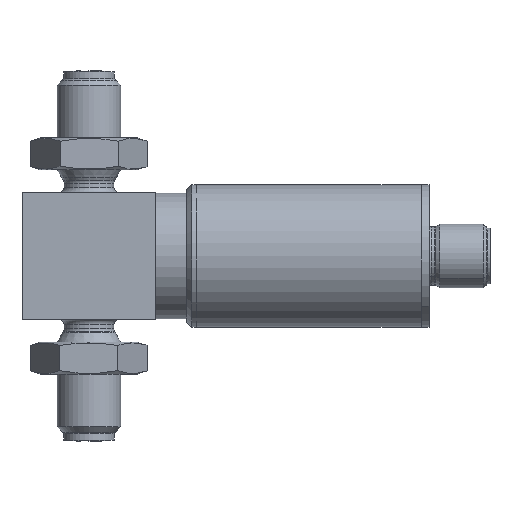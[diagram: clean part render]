
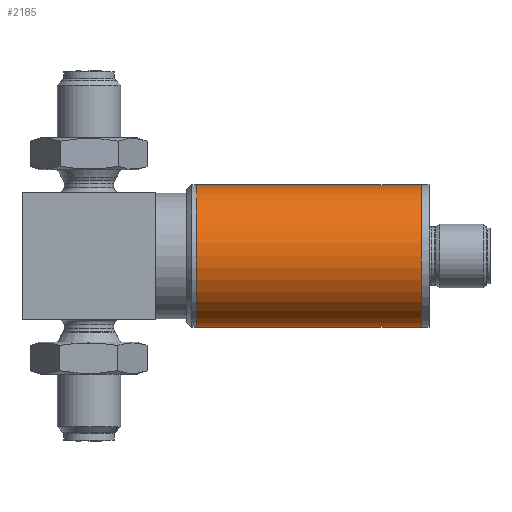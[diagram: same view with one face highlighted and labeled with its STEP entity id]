
A CAD part, top view. The second image highlights one B-rep face of the part: STEP entity #2185.
In plain terms, the highlighted cylindrical face has radius 13.5 mm (diameter 27 mm), a partial arc.
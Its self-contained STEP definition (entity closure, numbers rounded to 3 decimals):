
#2091=CARTESIAN_POINT('',(0.,0.,0.));
#2092=DIRECTION('',(0.,-1.,0.));
#2093=DIRECTION('',(1.,0.,0.));
#2094=AXIS2_PLACEMENT_3D('',#2091,#2092,#2093);
#2096=DIRECTION('',(0.,1.,0.));
#2097=VECTOR('',#2096,42.5);
#2098=CARTESIAN_POINT('',(13.5,0.,0.));
#2099=LINE('',#2098,#2097);
#2100=DIRECTION('',(0.,1.,0.));
#2101=VECTOR('',#2100,42.5);
#2102=CARTESIAN_POINT('',(-13.5,0.,0.));
#2103=LINE('',#2102,#2101);
#2114=CARTESIAN_POINT('',(0.,42.5,0.));
#2115=DIRECTION('',(0.,-1.,0.));
#2116=DIRECTION('',(1.,0.,0.));
#2117=AXIS2_PLACEMENT_3D('',#2114,#2115,#2116);
#2137=CARTESIAN_POINT('',(13.5,0.,0.));
#2138=CARTESIAN_POINT('',(13.5,42.5,0.));
#2139=VERTEX_POINT('',#2137);
#2140=VERTEX_POINT('',#2138);
#2145=CARTESIAN_POINT('',(-13.5,0.,0.));
#2146=CARTESIAN_POINT('',(-13.5,42.5,0.));
#2147=VERTEX_POINT('',#2145);
#2148=VERTEX_POINT('',#2146);
#2171=CARTESIAN_POINT('',(0.,44.625,0.));
#2172=DIRECTION('',(0.,-1.,0.));
#2173=DIRECTION('',(-1.,0.,0.));
#2174=AXIS2_PLACEMENT_3D('',#2171,#2172,#2173);
#2175=CYLINDRICAL_SURFACE('',#2174,13.5);
#2177=ORIENTED_EDGE('',*,*,#2176,.F.);
#2178=ORIENTED_EDGE('',*,*,#2158,.T.);
#2180=ORIENTED_EDGE('',*,*,#2179,.T.);
#2182=ORIENTED_EDGE('',*,*,#2181,.F.);
#2183=EDGE_LOOP('',(#2177,#2178,#2180,#2182));
#2184=FACE_OUTER_BOUND('',#2183,.F.);
#2095=CIRCLE('',#2094,13.5);
#2118=CIRCLE('',#2117,13.5);
#2158=EDGE_CURVE('',#2139,#2147,#2095,.T.);
#2176=EDGE_CURVE('',#2139,#2140,#2099,.T.);
#2179=EDGE_CURVE('',#2147,#2148,#2103,.T.);
#2181=EDGE_CURVE('',#2140,#2148,#2118,.T.);
#2185=ADVANCED_FACE('',(#2184),#2175,.T.);
